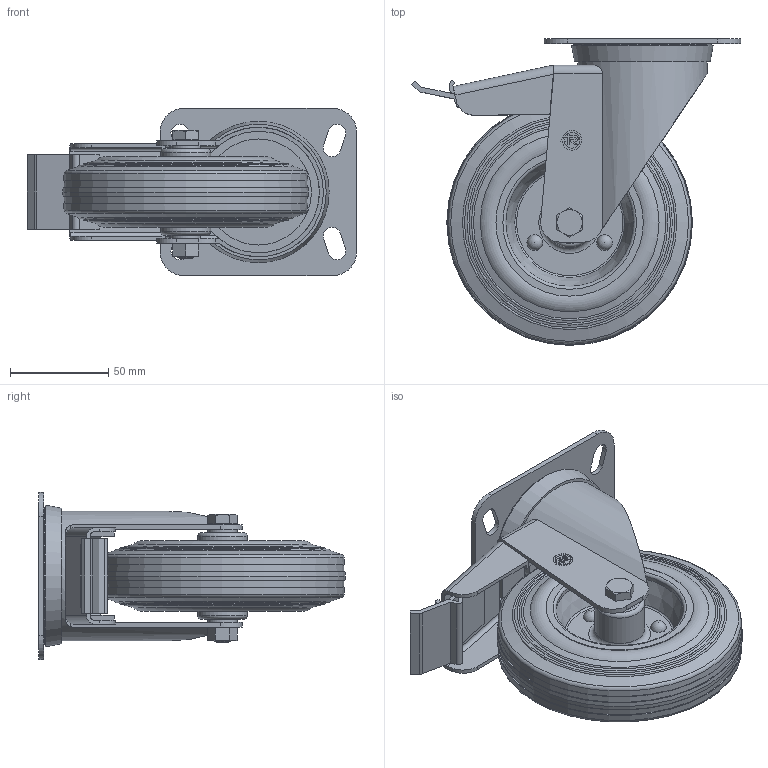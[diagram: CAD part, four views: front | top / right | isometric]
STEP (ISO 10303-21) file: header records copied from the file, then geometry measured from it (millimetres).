
FILE_DESCRIPTION(/* description */ ('RUOTA PIVOTTANTE CON FRENO'),/* implementation_level */ '2;1');
FILE_NAME(/* name */ 'CRUST0000040.stp',/* time_stamp */ '2022-11-23T08:54:31+01:00',/* author */ ('tecnico7'),/* organization */ (''),/* preprocessor_version */ 'ST-DEVELOPER v18.1',/* originating_system */ 'Autodesk Inventor 2022',/* authorisation */ '');
FILE_SCHEMA (('AUTOMOTIVE_DESIGN { 1 0 10303 214 3 1 1 }'));
Length unit declared in the file: millimetre
Products named in the file (1): CRUST0000040
Bounding box: 167.55 x 156 x 85 mm (x, y, z)
Volume: 402760.9 mm3; surface area: 109485.9 mm2
Topology: 6 solids, 6 shells, 338 faces, 847 edges, 546 vertices
Faces by surface type: plane 195, cylinder 68, cone 41, torus 28, sphere 6
Full cylindrical faces by diameter (mm): 6.647 x1, 8 x4, 11.47 x1, 12 x1, 15 x3, 15.5 x1, 18 x2, 25.4 x2, 54 x1, 62 x1, 65 x2, 66 x1, 75 x2
Entity records: 10453 total; most frequent: CARTESIAN_POINT 1842, DIRECTION 1753, ORIENTED_EDGE 1682, EDGE_CURVE 841, AXIS2_PLACEMENT_3D 613, VERTEX_POINT 546, LINE 527, VECTOR 527
